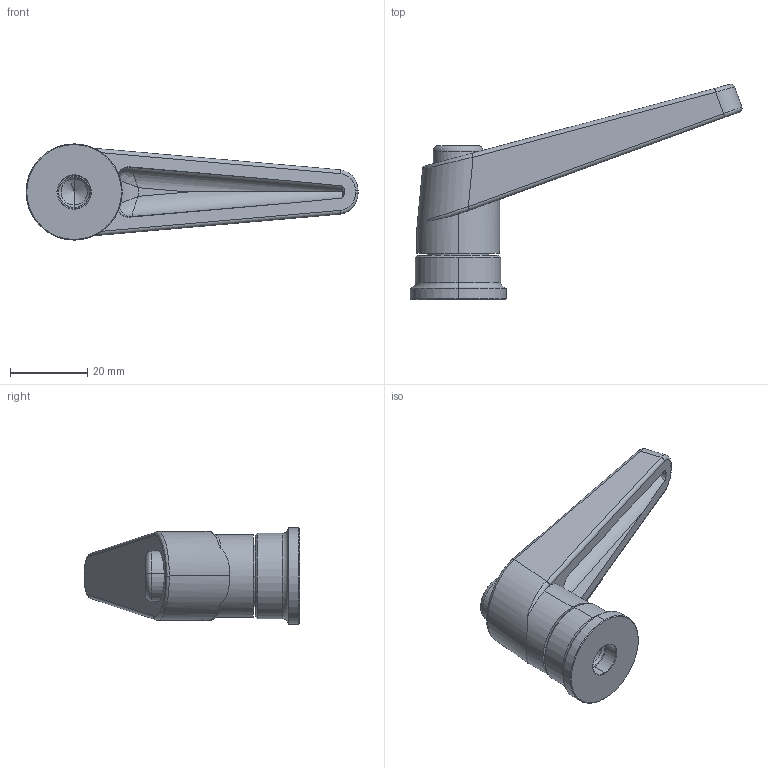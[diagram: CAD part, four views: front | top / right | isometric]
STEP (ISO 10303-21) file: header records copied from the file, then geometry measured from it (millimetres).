
FILE_DESCRIPTION(('STEP AP214'),'1');
FILE_NAME('HALDERN_EH_24420_1110.stp','2014-05-22T13:26:11',('TraceParts'),('TraceParts S.A.'),'XStep 1.0',' ',' ');
FILE_SCHEMA(('automotive_design'));
Length unit declared in the file: millimetre
Products named in the file (2): EH_24420_1110|EH_24420_1110-01;Fläche verschieben1; EH_24420_1110|EH_24420_1110-02;Schnitt-Linear austragen2
Bounding box: 86.22 x 55.94 x 25 mm (x, y, z)
Volume: 22470.2 mm3; surface area: 10237.4 mm2
Topology: 2 solids, 2 shells, 96 faces, 219 edges, 131 vertices
Faces by surface type: cylinder 36, plane 29, bspline 15, cone 12, torus 4
Entity records: 5634 total; most frequent: CARTESIAN_POINT 1117, STYLED_ITEM 444, PRESENTATION_STYLE_ASSIGNMENT 444, COLOUR_RGB 444, ORIENTED_EDGE 430, DIRECTION 392, EDGE_CURVE 215, CURVE_STYLE 215
